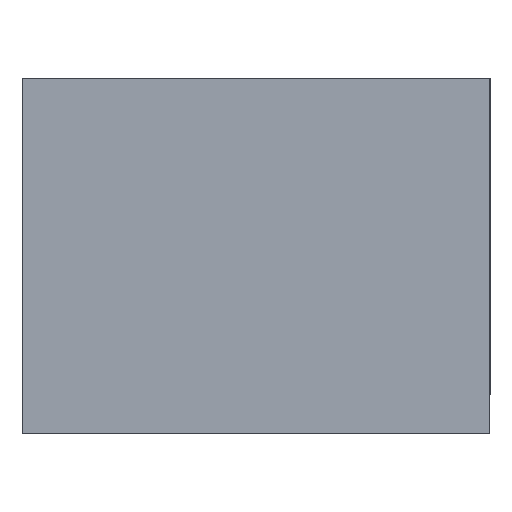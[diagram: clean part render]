
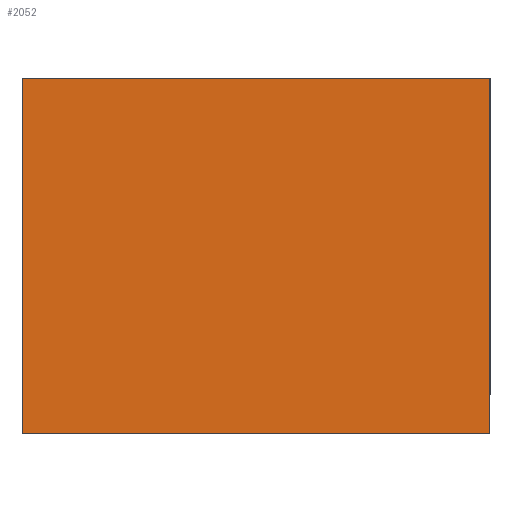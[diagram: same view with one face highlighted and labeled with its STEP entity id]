
A CAD part, left-side view. The second image highlights one B-rep face of the part: STEP entity #2052.
In plain terms, the highlighted planar face has unit normal (-1, 0, 0).
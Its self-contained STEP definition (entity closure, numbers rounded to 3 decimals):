
#204=FACE_OUTER_BOUND('',#354,.T.);
#354=EDGE_LOOP('',(#1633,#1634,#1635,#1636));
#621=LINE('',#3124,#791);
#649=LINE('',#3266,#819);
#650=LINE('',#3268,#820);
#651=LINE('',#3269,#821);
#791=VECTOR('',#2489,10.);
#819=VECTOR('',#2667,10.);
#820=VECTOR('',#2668,10.);
#821=VECTOR('',#2669,10.);
#963=VERTEX_POINT('',#3117);
#966=VERTEX_POINT('',#3122);
#1005=VERTEX_POINT('',#3265);
#1006=VERTEX_POINT('',#3267);
#1169=EDGE_CURVE('',#966,#963,#621,.T.);
#1233=EDGE_CURVE('',#966,#1005,#649,.T.);
#1234=EDGE_CURVE('',#1006,#1005,#650,.T.);
#1235=EDGE_CURVE('',#963,#1006,#651,.T.);
#1633=ORIENTED_EDGE('',*,*,#1233,.T.);
#1634=ORIENTED_EDGE('',*,*,#1234,.F.);
#1635=ORIENTED_EDGE('',*,*,#1235,.F.);
#1636=ORIENTED_EDGE('',*,*,#1169,.F.);
#1959=PLANE('',#2244);
#2052=ADVANCED_FACE('',(#204),#1959,.T.);
#2244=AXIS2_PLACEMENT_3D('',#3264,#2665,#2666);
#2489=DIRECTION('',(0.,1.,0.));
#2665=DIRECTION('center_axis',(-1.,0.,0.));
#2666=DIRECTION('ref_axis',(0.,-1.,0.));
#2667=DIRECTION('',(0.,0.,1.));
#2668=DIRECTION('',(0.,-1.,0.));
#2669=DIRECTION('',(0.,0.,1.));
#3117=CARTESIAN_POINT('',(-18.,78.,-5.));
#3122=CARTESIAN_POINT('',(-18.,-18.,-5.));
#3124=CARTESIAN_POINT('',(-18.,78.,-5.));
#3264=CARTESIAN_POINT('Origin',(-18.,78.,0.));
#3265=CARTESIAN_POINT('',(-18.,-18.,68.));
#3266=CARTESIAN_POINT('',(-18.,-18.,0.));
#3267=CARTESIAN_POINT('',(-18.,78.,68.));
#3268=CARTESIAN_POINT('',(-18.,-18.,68.));
#3269=CARTESIAN_POINT('',(-18.,78.,0.));
